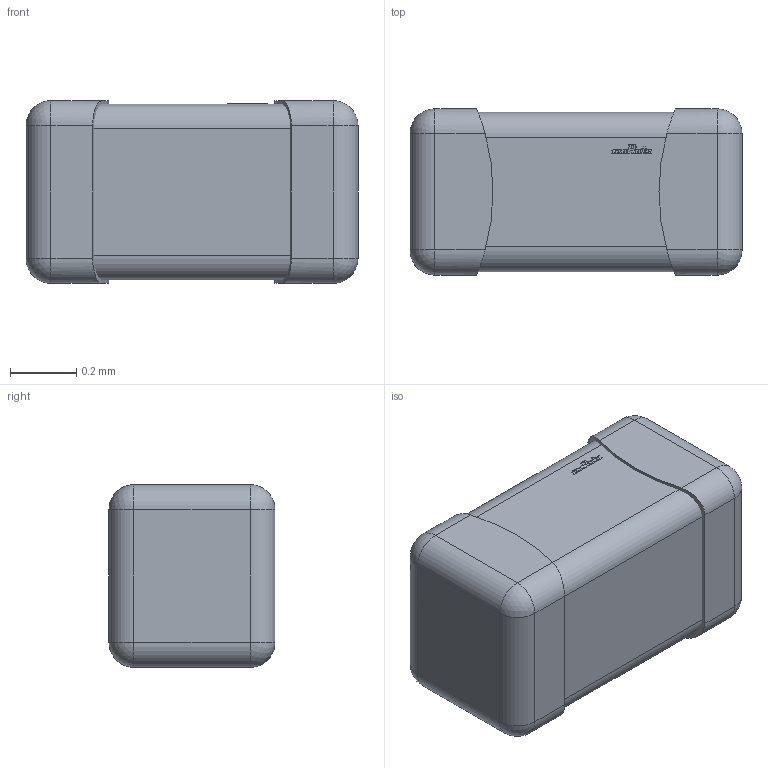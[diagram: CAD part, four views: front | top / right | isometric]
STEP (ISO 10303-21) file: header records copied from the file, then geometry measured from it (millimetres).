
FILE_DESCRIPTION(/* description */ (''),/* implementation_level */ '2;1');
FILE_NAME(/* name */ '1.stp',/* time_stamp */ '2019-10-07T22:30:56+02:00',/* author */ ('k'),/* organization */ (''),/* preprocessor_version */ 'ST-DEVELOPER v15.6',/* originating_system */ 'Autodesk Inventor 2015',/* authorisation */ '');
FILE_SCHEMA (('AUTOMOTIVE_DESIGN { 1 0 10303 214 3 1 1 }'));
Products named in the file (4): 1; 2; Murata Logo 3
Bounding box: 1 x 0.5 x 0.55 mm (x, y, z)
Surface area: 4.1 mm2
Topology: 4 solids, 4 shells, 225 faces, 603 edges, 386 vertices
Faces by surface type: cylinder 114, plane 95, sphere 16
Entity records: 7210 total; most frequent: CARTESIAN_POINT 1293, DIRECTION 1279, ORIENTED_EDGE 1206, EDGE_CURVE 603, AXIS2_PLACEMENT_3D 452, VERTEX_POINT 386, LINE 375, VECTOR 375
